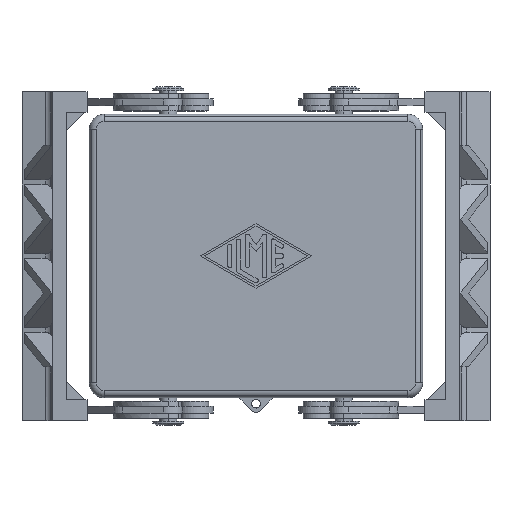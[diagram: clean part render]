
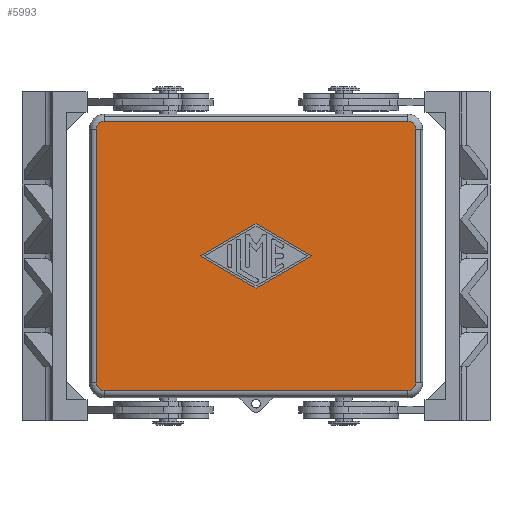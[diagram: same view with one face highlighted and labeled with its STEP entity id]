
A CAD part, top view. The second image highlights one B-rep face of the part: STEP entity #5993.
In plain terms, the highlighted planar face has unit normal (0, 0, 1).
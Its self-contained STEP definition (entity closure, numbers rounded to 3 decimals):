
#101=CARTESIAN_POINT('',(46.5,36.95,12.));
#102=VERTEX_POINT('',#101);
#110=CARTESIAN_POINT('',(46.5,-36.95,12.));
#111=VERTEX_POINT('',#110);
#112=CARTESIAN_POINT('',(46.5,36.95,12.));
#113=DIRECTION('',(0.0,-1.0,0.0));
#114=VECTOR('',#113,73.9);
#115=LINE('',#112,#114);
#116=EDGE_CURVE('',#102,#111,#115,.T.);
#185=CARTESIAN_POINT('',(44.2,-39.25,12.));
#186=VERTEX_POINT('',#185);
#194=CARTESIAN_POINT('',(-44.2,-39.25,12.));
#195=VERTEX_POINT('',#194);
#196=CARTESIAN_POINT('',(44.2,-39.25,12.));
#197=DIRECTION('',(-1.0,0.0,0.0));
#198=VECTOR('',#197,88.4);
#199=LINE('',#196,#198);
#200=EDGE_CURVE('',#186,#195,#199,.T.);
#269=CARTESIAN_POINT('',(-46.5,-36.95,12.));
#270=VERTEX_POINT('',#269);
#278=CARTESIAN_POINT('',(-46.5,36.95,12.));
#279=VERTEX_POINT('',#278);
#280=CARTESIAN_POINT('',(-46.5,-36.95,12.));
#281=DIRECTION('',(0.0,1.0,0.0));
#282=VECTOR('',#281,73.9);
#283=LINE('',#280,#282);
#284=EDGE_CURVE('',#270,#279,#283,.T.);
#311=CARTESIAN_POINT('',(-44.2,39.25,12.));
#312=VERTEX_POINT('',#311);
#320=CARTESIAN_POINT('',(44.2,39.25,12.));
#321=VERTEX_POINT('',#320);
#322=CARTESIAN_POINT('',(-44.2,39.25,12.));
#323=DIRECTION('',(1.0,0.0,0.0));
#324=VECTOR('',#323,88.4);
#325=LINE('',#322,#324);
#326=EDGE_CURVE('',#312,#321,#325,.T.);
#5183=CARTESIAN_POINT('',(-16.25,0.,12.));
#5184=VERTEX_POINT('',#5183);
#5191=CARTESIAN_POINT('',(0.,-9.375,12.));
#5192=VERTEX_POINT('',#5191);
#5193=CARTESIAN_POINT('',(0.,-9.375,12.));
#5194=DIRECTION('',(-0.866,0.5,0.0));
#5195=VECTOR('',#5194,18.76);
#5196=LINE('',#5193,#5195);
#5197=EDGE_CURVE('',#5192,#5184,#5196,.T.);
#5222=CARTESIAN_POINT('',(16.25,0.,12.));
#5223=VERTEX_POINT('',#5222);
#5224=CARTESIAN_POINT('',(16.25,0.,12.));
#5225=DIRECTION('',(-0.866,-0.5,0.0));
#5226=VECTOR('',#5225,18.76);
#5227=LINE('',#5224,#5226);
#5228=EDGE_CURVE('',#5223,#5192,#5227,.T.);
#5253=CARTESIAN_POINT('',(0.,9.375,12.));
#5254=VERTEX_POINT('',#5253);
#5255=CARTESIAN_POINT('',(0.,9.375,12.));
#5256=DIRECTION('',(0.866,-0.5,0.0));
#5257=VECTOR('',#5256,18.76);
#5258=LINE('',#5255,#5257);
#5259=EDGE_CURVE('',#5254,#5223,#5258,.T.);
#5282=CARTESIAN_POINT('',(-16.25,0.,12.));
#5283=DIRECTION('',(0.866,0.5,0.0));
#5284=VECTOR('',#5283,18.76);
#5285=LINE('',#5282,#5284);
#5286=EDGE_CURVE('',#5184,#5254,#5285,.T.);
#5948=CARTESIAN_POINT('',(0.0,0.,12.));
#5949=DIRECTION('',(0.0,0.0,1.0));
#5950=DIRECTION('',(1.0,0.0,0.0));
#5951=AXIS2_PLACEMENT_3D('',#5948,#5949,#5950);
#5952=PLANE('',#5951);
#5953=CARTESIAN_POINT('',(-44.2,36.95,12.));
#5954=DIRECTION('',(0.0,0.0,-1.));
#5955=DIRECTION('',(-0.707,0.707,0.0));
#5956=AXIS2_PLACEMENT_3D('',#5953,#5954,#5955);
#5957=CIRCLE('',#5956,2.3);
#5958=EDGE_CURVE('',#279,#312,#5957,.T.);
#5959=ORIENTED_EDGE('',*,*,#5958,.F.);
#5960=ORIENTED_EDGE('',*,*,#284,.F.);
#5961=CARTESIAN_POINT('',(-44.2,-36.95,12.));
#5962=DIRECTION('',(0.0,0.0,-1.));
#5963=DIRECTION('',(-0.707,-0.707,0.0));
#5964=AXIS2_PLACEMENT_3D('',#5961,#5962,#5963);
#5965=CIRCLE('',#5964,2.3);
#5966=EDGE_CURVE('',#195,#270,#5965,.T.);
#5967=ORIENTED_EDGE('',*,*,#5966,.F.);
#5968=ORIENTED_EDGE('',*,*,#200,.F.);
#5969=CARTESIAN_POINT('',(44.2,-36.95,12.));
#5970=DIRECTION('',(0.0,0.0,-1.));
#5971=DIRECTION('',(0.707,-0.707,0.0));
#5972=AXIS2_PLACEMENT_3D('',#5969,#5970,#5971);
#5973=CIRCLE('',#5972,2.3);
#5974=EDGE_CURVE('',#111,#186,#5973,.T.);
#5975=ORIENTED_EDGE('',*,*,#5974,.F.);
#5976=ORIENTED_EDGE('',*,*,#116,.F.);
#5977=CARTESIAN_POINT('',(44.2,36.95,12.));
#5978=DIRECTION('',(0.0,0.0,-1.));
#5979=DIRECTION('',(0.707,0.707,0.0));
#5980=AXIS2_PLACEMENT_3D('',#5977,#5978,#5979);
#5981=CIRCLE('',#5980,2.3);
#5982=EDGE_CURVE('',#321,#102,#5981,.T.);
#5983=ORIENTED_EDGE('',*,*,#5982,.F.);
#5984=ORIENTED_EDGE('',*,*,#326,.F.);
#5985=EDGE_LOOP('',(#5959,#5960,#5967,#5968,#5975,#5976,#5983,#5984));
#5986=FACE_OUTER_BOUND('',#5985,.T.);
#5987=ORIENTED_EDGE('',*,*,#5197,.T.);
#5988=ORIENTED_EDGE('',*,*,#5286,.T.);
#5989=ORIENTED_EDGE('',*,*,#5259,.T.);
#5990=ORIENTED_EDGE('',*,*,#5228,.T.);
#5991=EDGE_LOOP('',(#5987,#5988,#5989,#5990));
#5992=FACE_BOUND('',#5991,.T.);
#5993=ADVANCED_FACE('',(#5986,#5992),#5952,.T.);
